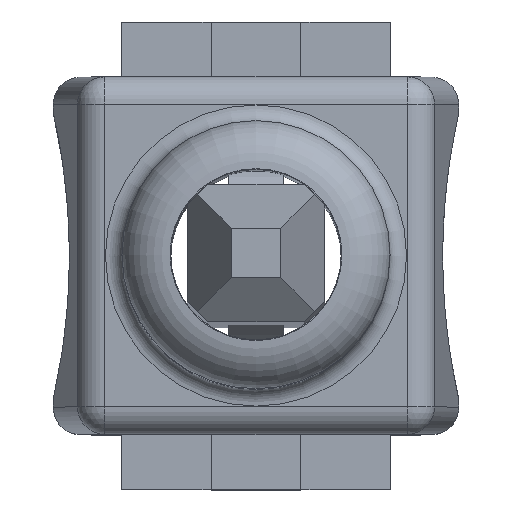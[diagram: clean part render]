
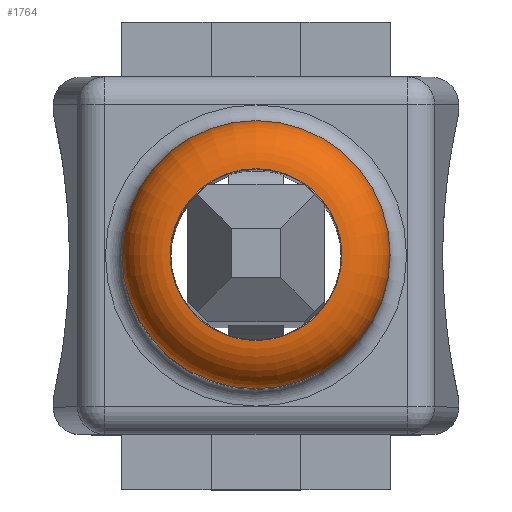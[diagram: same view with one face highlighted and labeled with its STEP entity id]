
A CAD part, top view. The second image highlights one B-rep face of the part: STEP entity #1764.
In plain terms, the highlighted toroidal (fillet/blend) face has major radius 0.625 mm and minor radius 0.35 mm.
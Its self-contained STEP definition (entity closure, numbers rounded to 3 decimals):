
#32=TOROIDAL_SURFACE('',#1943,0.625,0.35);
#122=CIRCLE('',#1832,0.975);
#124=CIRCLE('',#1835,0.625);
#502=ORIENTED_EDGE('',*,*,#678,.F.);
#503=ORIENTED_EDGE('',*,*,#676,.F.);
#676=EDGE_CURVE('',#918,#918,#122,.T.);
#678=EDGE_CURVE('',#920,#920,#124,.F.);
#918=VERTEX_POINT('',#2571);
#920=VERTEX_POINT('',#2576);
#1500=EDGE_LOOP('',(#502));
#1501=EDGE_LOOP('',(#503));
#1624=FACE_BOUND('',#1500,.T.);
#1625=FACE_BOUND('',#1501,.T.);
#1764=ADVANCED_FACE('',(#1624,#1625),#32,.T.);
#1832=AXIS2_PLACEMENT_3D('',#2570,#2025,#2026);
#1835=AXIS2_PLACEMENT_3D('',#2575,#2031,#2032);
#1943=AXIS2_PLACEMENT_3D('',#2877,#2355,#2356);
#2025=DIRECTION('',(0.,0.,-1.));
#2026=DIRECTION('',(-1.,0.,0.));
#2031=DIRECTION('',(0.,0.,-1.));
#2032=DIRECTION('',(-1.,0.,0.));
#2355=DIRECTION('',(0.,0.,-1.));
#2356=DIRECTION('',(-1.,0.,0.));
#2570=CARTESIAN_POINT('',(0.,0.,5.35));
#2571=CARTESIAN_POINT('',(-0.975,0.,5.35));
#2575=CARTESIAN_POINT('',(0.,0.,5.7));
#2576=CARTESIAN_POINT('',(-0.625,0.,5.7));
#2877=CARTESIAN_POINT('',(0.,0.,5.35));
